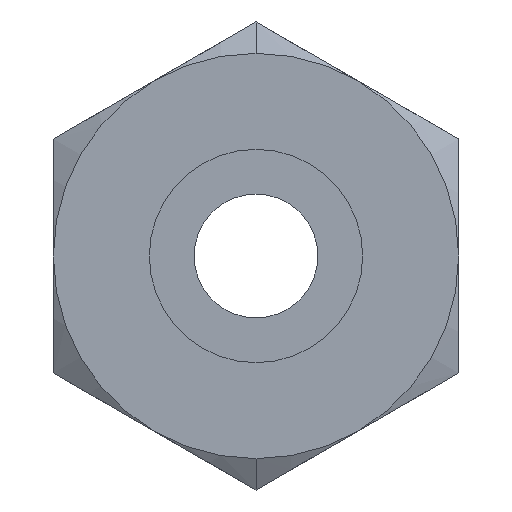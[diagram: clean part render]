
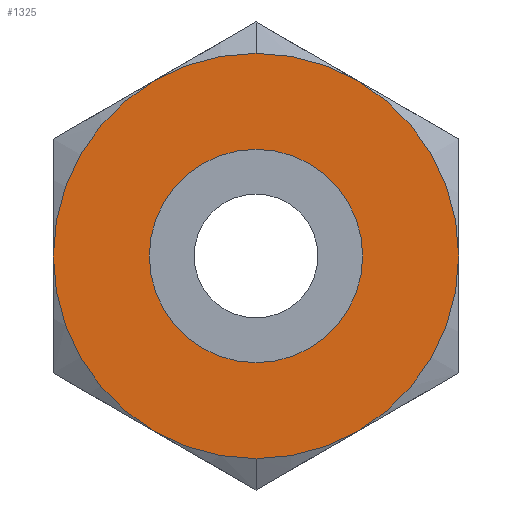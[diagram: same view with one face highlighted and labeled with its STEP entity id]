
A CAD part, left-side view. The second image highlights one B-rep face of the part: STEP entity #1325.
In plain terms, the highlighted planar face has unit normal (-1, 0, 0).
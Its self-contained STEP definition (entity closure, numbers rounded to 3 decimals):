
#48 = DIRECTION ( 'NONE',  ( 0., 0., -1. ) ) ;
#74 = DIRECTION ( 'NONE',  ( 0., 0., 1. ) ) ;
#88 = AXIS2_PLACEMENT_3D ( 'NONE', #6873, #2215, #4546 ) ;
#110 = VERTEX_POINT ( 'NONE', #7312 ) ;
#363 = VERTEX_POINT ( 'NONE', #436 ) ;
#436 = CARTESIAN_POINT ( 'NONE',  ( 0., 0., -9.5 ) ) ;
#494 = DIRECTION ( 'NONE',  ( 1., 0., 0. ) ) ;
#764 = VERTEX_POINT ( 'NONE', #2347 ) ;
#814 = CIRCLE ( 'NONE', #88, 5. ) ;
#1024 = CARTESIAN_POINT ( 'NONE',  ( 0., 0., 0. ) ) ;
#1325 = ADVANCED_FACE ( 'NONE', ( #6339, #7504 ), #4013, .T. ) ;
#1449 = CARTESIAN_POINT ( 'NONE',  ( 0., 0., 5. ) ) ;
#1969 = CIRCLE ( 'NONE', #2827, 9.5 ) ;
#2172 = DIRECTION ( 'NONE',  ( 0., 0., 1. ) ) ;
#2215 = DIRECTION ( 'NONE',  ( 1., 0., 0. ) ) ;
#2347 = CARTESIAN_POINT ( 'NONE',  ( 0., 0., -5. ) ) ;
#2425 = ORIENTED_EDGE ( 'NONE', *, *, #5087, .T. ) ;
#2659 = DIRECTION ( 'NONE',  ( 0., 0., -1. ) ) ;
#2827 = AXIS2_PLACEMENT_3D ( 'NONE', #6351, #6999, #48 ) ;
#2828 = CARTESIAN_POINT ( 'NONE',  ( 0., 0., 4.75 ) ) ;
#3382 = CARTESIAN_POINT ( 'NONE',  ( 0., 0., 0. ) ) ;
#3486 = EDGE_CURVE ( 'NONE', #363, #110, #1969, .T. ) ;
#3742 = AXIS2_PLACEMENT_3D ( 'NONE', #3382, #494, #2659 ) ;
#4013 = PLANE ( 'NONE',  #4384 ) ;
#4384 = AXIS2_PLACEMENT_3D ( 'NONE', #2828, #5191, #74 ) ;
#4444 = AXIS2_PLACEMENT_3D ( 'NONE', #1024, #6901, #2172 ) ;
#4546 = DIRECTION ( 'NONE',  ( 0., 0., 1. ) ) ;
#4796 = CIRCLE ( 'NONE', #4444, 9.5 ) ;
#4834 = EDGE_CURVE ( 'NONE', #7198, #764, #814, .T. ) ;
#4919 = EDGE_LOOP ( 'NONE', ( #5614, #6070 ) ) ;
#5014 = ORIENTED_EDGE ( 'NONE', *, *, #4834, .T. ) ;
#5045 = EDGE_LOOP ( 'NONE', ( #2425, #5014 ) ) ;
#5087 = EDGE_CURVE ( 'NONE', #764, #7198, #7046, .T. ) ;
#5191 = DIRECTION ( 'NONE',  ( -1., 0., 0. ) ) ;
#5614 = ORIENTED_EDGE ( 'NONE', *, *, #6662, .F. ) ;
#6070 = ORIENTED_EDGE ( 'NONE', *, *, #3486, .F. ) ;
#6339 = FACE_BOUND ( 'NONE', #5045, .T. ) ;
#6351 = CARTESIAN_POINT ( 'NONE',  ( 0., 0., 0. ) ) ;
#6662 = EDGE_CURVE ( 'NONE', #110, #363, #4796, .T. ) ;
#6873 = CARTESIAN_POINT ( 'NONE',  ( 0., 0., 0. ) ) ;
#6901 = DIRECTION ( 'NONE',  ( 1., 0., 0. ) ) ;
#6999 = DIRECTION ( 'NONE',  ( 1., 0., 0. ) ) ;
#7046 = CIRCLE ( 'NONE', #3742, 5. ) ;
#7198 = VERTEX_POINT ( 'NONE', #1449 ) ;
#7312 = CARTESIAN_POINT ( 'NONE',  ( 0., 0., 9.5 ) ) ;
#7504 = FACE_OUTER_BOUND ( 'NONE', #4919, .T. ) ;
